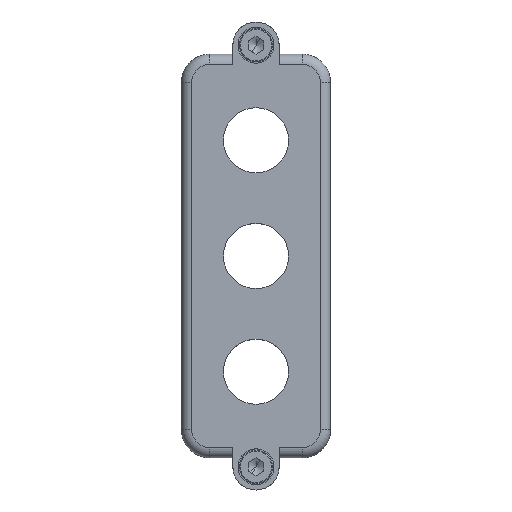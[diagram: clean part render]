
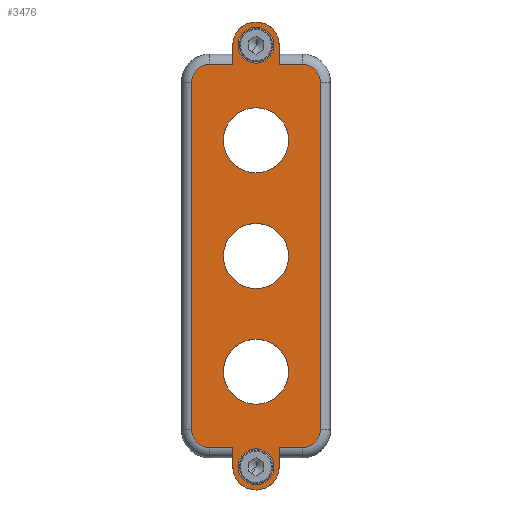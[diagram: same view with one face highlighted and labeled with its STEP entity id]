
A CAD part, top view. The second image highlights one B-rep face of the part: STEP entity #3476.
In plain terms, the highlighted planar face has unit normal (0, 0, 1).
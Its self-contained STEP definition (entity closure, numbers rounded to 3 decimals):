
#3211=AXIS2_PLACEMENT_3D('Circle Axis2P3D',#3209,#3210,$) ;
#3270=AXIS2_PLACEMENT_3D('Plane Axis2P3D',#3267,#3268,#3269) ;
#3281=AXIS2_PLACEMENT_3D('Circle Axis2P3D',#3279,#3280,$) ;
#3295=AXIS2_PLACEMENT_3D('Circle Axis2P3D',#3293,#3294,$) ;
#3316=AXIS2_PLACEMENT_3D('Circle Axis2P3D',#3314,#3315,$) ;
#3337=AXIS2_PLACEMENT_3D('Circle Axis2P3D',#3335,#3336,$) ;
#3351=AXIS2_PLACEMENT_3D('Circle Axis2P3D',#3349,#3350,$) ;
#3388=AXIS2_PLACEMENT_3D('Circle Axis2P3D',#3386,#3387,$) ;
#3397=AXIS2_PLACEMENT_3D('Circle Axis2P3D',#3395,#3396,$) ;
#3406=AXIS2_PLACEMENT_3D('Circle Axis2P3D',#3404,#3405,$) ;
#3415=AXIS2_PLACEMENT_3D('Circle Axis2P3D',#3413,#3414,$) ;
#3424=AXIS2_PLACEMENT_3D('Circle Axis2P3D',#3422,#3423,$) ;
#3433=AXIS2_PLACEMENT_3D('Circle Axis2P3D',#3431,#3432,$) ;
#3442=AXIS2_PLACEMENT_3D('Circle Axis2P3D',#3440,#3441,$) ;
#3451=AXIS2_PLACEMENT_3D('Circle Axis2P3D',#3449,#3450,$) ;
#3460=AXIS2_PLACEMENT_3D('Circle Axis2P3D',#3458,#3459,$) ;
#3469=AXIS2_PLACEMENT_3D('Circle Axis2P3D',#3467,#3468,$) ;
#3179=CARTESIAN_POINT('Vertex',(38.,16.5,105.)) ;
#3182=CARTESIAN_POINT('Line Origine',(38.,12.75,105.)) ;
#3186=CARTESIAN_POINT('Vertex',(38.,9.,105.)) ;
#3209=CARTESIAN_POINT('Axis2P3D Location',(29.,9.,105.)) ;
#3213=CARTESIAN_POINT('Vertex',(20.,9.,105.)) ;
#3267=CARTESIAN_POINT('Axis2P3D Location',(29.,91.,105.)) ;
#3272=CARTESIAN_POINT('Line Origine',(42.5,16.5,105.)) ;
#3276=CARTESIAN_POINT('Vertex',(47.,16.5,105.)) ;
#3279=CARTESIAN_POINT('Axis2P3D Location',(47.,23.5,105.)) ;
#3283=CARTESIAN_POINT('Vertex',(54.,23.5,105.)) ;
#3286=CARTESIAN_POINT('Line Origine',(54.,91.,105.)) ;
#3290=CARTESIAN_POINT('Vertex',(54.,158.5,105.)) ;
#3293=CARTESIAN_POINT('Axis2P3D Location',(47.,158.5,105.)) ;
#3297=CARTESIAN_POINT('Vertex',(47.,165.5,105.)) ;
#3300=CARTESIAN_POINT('Line Origine',(42.5,165.5,105.)) ;
#3304=CARTESIAN_POINT('Vertex',(38.,165.5,105.)) ;
#3307=CARTESIAN_POINT('Line Origine',(38.,169.25,105.)) ;
#3311=CARTESIAN_POINT('Vertex',(38.,173.,105.)) ;
#3314=CARTESIAN_POINT('Axis2P3D Location',(29.,173.,105.)) ;
#3318=CARTESIAN_POINT('Vertex',(20.,173.,105.)) ;
#3321=CARTESIAN_POINT('Line Origine',(20.,169.25,105.)) ;
#3325=CARTESIAN_POINT('Vertex',(20.,165.5,105.)) ;
#3328=CARTESIAN_POINT('Line Origine',(15.5,165.5,105.)) ;
#3332=CARTESIAN_POINT('Vertex',(11.,165.5,105.)) ;
#3335=CARTESIAN_POINT('Axis2P3D Location',(11.,158.5,105.)) ;
#3339=CARTESIAN_POINT('Vertex',(4.,158.5,105.)) ;
#3342=CARTESIAN_POINT('Line Origine',(4.,91.,105.)) ;
#3346=CARTESIAN_POINT('Vertex',(4.,23.5,105.)) ;
#3349=CARTESIAN_POINT('Axis2P3D Location',(11.,23.5,105.)) ;
#3353=CARTESIAN_POINT('Vertex',(11.,16.5,105.)) ;
#3356=CARTESIAN_POINT('Line Origine',(15.5,16.5,105.)) ;
#3360=CARTESIAN_POINT('Vertex',(20.,16.5,105.)) ;
#3363=CARTESIAN_POINT('Line Origine',(20.,12.75,105.)) ;
#3386=CARTESIAN_POINT('Axis2P3D Location',(29.,91.,105.)) ;
#3390=CARTESIAN_POINT('Vertex',(29.,78.35,105.)) ;
#3392=CARTESIAN_POINT('Vertex',(29.,103.65,105.)) ;
#3395=CARTESIAN_POINT('Axis2P3D Location',(29.,91.,105.)) ;
#3404=CARTESIAN_POINT('Axis2P3D Location',(29.,173.,105.)) ;
#3408=CARTESIAN_POINT('Vertex',(25.644,166.857,105.)) ;
#3410=CARTESIAN_POINT('Vertex',(32.356,179.143,105.)) ;
#3413=CARTESIAN_POINT('Axis2P3D Location',(29.,173.,105.)) ;
#3422=CARTESIAN_POINT('Axis2P3D Location',(29.,9.,105.)) ;
#3426=CARTESIAN_POINT('Vertex',(32.356,15.143,105.)) ;
#3428=CARTESIAN_POINT('Vertex',(25.644,2.857,105.)) ;
#3431=CARTESIAN_POINT('Axis2P3D Location',(29.,9.,105.)) ;
#3440=CARTESIAN_POINT('Axis2P3D Location',(29.,46.,105.)) ;
#3444=CARTESIAN_POINT('Vertex',(29.,58.65,105.)) ;
#3446=CARTESIAN_POINT('Vertex',(29.,33.35,105.)) ;
#3449=CARTESIAN_POINT('Axis2P3D Location',(29.,46.,105.)) ;
#3458=CARTESIAN_POINT('Axis2P3D Location',(29.,136.,105.)) ;
#3462=CARTESIAN_POINT('Vertex',(29.,148.65,105.)) ;
#3464=CARTESIAN_POINT('Vertex',(29.,123.35,105.)) ;
#3467=CARTESIAN_POINT('Axis2P3D Location',(29.,136.,105.)) ;
#3183=DIRECTION('Vector Direction',(0.,-1.,0.)) ;
#3210=DIRECTION('Axis2P3D Direction',(0.,0.,-1.)) ;
#3268=DIRECTION('Axis2P3D Direction',(0.,0.,-1.)) ;
#3269=DIRECTION('Axis2P3D XDirection',(0.,-1.,0.)) ;
#3273=DIRECTION('Vector Direction',(-1.,0.,0.)) ;
#3280=DIRECTION('Axis2P3D Direction',(0.,0.,-1.)) ;
#3287=DIRECTION('Vector Direction',(0.,1.,0.)) ;
#3294=DIRECTION('Axis2P3D Direction',(0.,0.,-1.)) ;
#3301=DIRECTION('Vector Direction',(1.,0.,0.)) ;
#3308=DIRECTION('Vector Direction',(0.,-1.,0.)) ;
#3315=DIRECTION('Axis2P3D Direction',(0.,0.,-1.)) ;
#3322=DIRECTION('Vector Direction',(0.,-1.,0.)) ;
#3329=DIRECTION('Vector Direction',(1.,0.,0.)) ;
#3336=DIRECTION('Axis2P3D Direction',(0.,0.,-1.)) ;
#3343=DIRECTION('Vector Direction',(0.,-1.,0.)) ;
#3350=DIRECTION('Axis2P3D Direction',(0.,0.,-1.)) ;
#3357=DIRECTION('Vector Direction',(-1.,0.,0.)) ;
#3364=DIRECTION('Vector Direction',(0.,-1.,0.)) ;
#3387=DIRECTION('Axis2P3D Direction',(0.,0.,-1.)) ;
#3396=DIRECTION('Axis2P3D Direction',(0.,0.,-1.)) ;
#3405=DIRECTION('Axis2P3D Direction',(0.,0.,-1.)) ;
#3414=DIRECTION('Axis2P3D Direction',(0.,0.,-1.)) ;
#3423=DIRECTION('Axis2P3D Direction',(0.,0.,-1.)) ;
#3432=DIRECTION('Axis2P3D Direction',(0.,0.,-1.)) ;
#3441=DIRECTION('Axis2P3D Direction',(0.,0.,-1.)) ;
#3450=DIRECTION('Axis2P3D Direction',(0.,0.,-1.)) ;
#3459=DIRECTION('Axis2P3D Direction',(0.,0.,-1.)) ;
#3468=DIRECTION('Axis2P3D Direction',(0.,0.,-1.)) ;
#3184=VECTOR('Line Direction',#3183,1.) ;
#3274=VECTOR('Line Direction',#3273,1.) ;
#3288=VECTOR('Line Direction',#3287,1.) ;
#3302=VECTOR('Line Direction',#3301,1.) ;
#3309=VECTOR('Line Direction',#3308,1.) ;
#3323=VECTOR('Line Direction',#3322,1.) ;
#3330=VECTOR('Line Direction',#3329,1.) ;
#3344=VECTOR('Line Direction',#3343,1.) ;
#3358=VECTOR('Line Direction',#3357,1.) ;
#3365=VECTOR('Line Direction',#3364,1.) ;
#3369=ORIENTED_EDGE('',*,*,#3188,.F.) ;
#3370=ORIENTED_EDGE('',*,*,#3278,.F.) ;
#3371=ORIENTED_EDGE('',*,*,#3285,.F.) ;
#3372=ORIENTED_EDGE('',*,*,#3292,.F.) ;
#3373=ORIENTED_EDGE('',*,*,#3299,.F.) ;
#3374=ORIENTED_EDGE('',*,*,#3306,.F.) ;
#3375=ORIENTED_EDGE('',*,*,#3313,.F.) ;
#3376=ORIENTED_EDGE('',*,*,#3320,.T.) ;
#3377=ORIENTED_EDGE('',*,*,#3327,.F.) ;
#3378=ORIENTED_EDGE('',*,*,#3334,.F.) ;
#3379=ORIENTED_EDGE('',*,*,#3341,.F.) ;
#3380=ORIENTED_EDGE('',*,*,#3348,.F.) ;
#3381=ORIENTED_EDGE('',*,*,#3355,.F.) ;
#3382=ORIENTED_EDGE('',*,*,#3362,.F.) ;
#3383=ORIENTED_EDGE('',*,*,#3367,.F.) ;
#3384=ORIENTED_EDGE('',*,*,#3215,.F.) ;
#3401=ORIENTED_EDGE('',*,*,#3394,.T.) ;
#3402=ORIENTED_EDGE('',*,*,#3399,.T.) ;
#3419=ORIENTED_EDGE('',*,*,#3412,.T.) ;
#3420=ORIENTED_EDGE('',*,*,#3417,.T.) ;
#3437=ORIENTED_EDGE('',*,*,#3430,.T.) ;
#3438=ORIENTED_EDGE('',*,*,#3435,.T.) ;
#3455=ORIENTED_EDGE('',*,*,#3448,.T.) ;
#3456=ORIENTED_EDGE('',*,*,#3453,.T.) ;
#3473=ORIENTED_EDGE('',*,*,#3466,.T.) ;
#3474=ORIENTED_EDGE('',*,*,#3471,.T.) ;
#3403=FACE_BOUND('',#3400,.T.) ;
#3421=FACE_BOUND('',#3418,.T.) ;
#3439=FACE_BOUND('',#3436,.T.) ;
#3457=FACE_BOUND('',#3454,.T.) ;
#3475=FACE_BOUND('',#3472,.T.) ;
#3476=ADVANCED_FACE('K\X2\00F6\X0\rper.51',(#3385,#3403,#3421,#3439,#3457,#3475),#3271,.F.) ;
#3212=CIRCLE('generated circle',#3211,9.) ;
#3282=CIRCLE('generated circle',#3281,7.) ;
#3296=CIRCLE('generated circle',#3295,7.) ;
#3317=CIRCLE('generated circle',#3316,9.) ;
#3338=CIRCLE('generated circle',#3337,7.) ;
#3352=CIRCLE('generated circle',#3351,7.) ;
#3389=CIRCLE('generated circle',#3388,12.65) ;
#3398=CIRCLE('generated circle',#3397,12.65) ;
#3407=CIRCLE('generated circle',#3406,7.) ;
#3416=CIRCLE('generated circle',#3415,7.) ;
#3425=CIRCLE('generated circle',#3424,7.) ;
#3434=CIRCLE('generated circle',#3433,7.) ;
#3443=CIRCLE('generated circle',#3442,12.65) ;
#3452=CIRCLE('generated circle',#3451,12.65) ;
#3461=CIRCLE('generated circle',#3460,12.65) ;
#3470=CIRCLE('generated circle',#3469,12.65) ;
#3188=EDGE_CURVE('',#3180,#3187,#3185,.T.) ;
#3215=EDGE_CURVE('',#3187,#3214,#3212,.T.) ;
#3278=EDGE_CURVE('',#3277,#3180,#3275,.T.) ;
#3285=EDGE_CURVE('',#3284,#3277,#3282,.T.) ;
#3292=EDGE_CURVE('',#3291,#3284,#3289,.F.) ;
#3299=EDGE_CURVE('',#3298,#3291,#3296,.T.) ;
#3306=EDGE_CURVE('',#3305,#3298,#3303,.T.) ;
#3313=EDGE_CURVE('',#3312,#3305,#3310,.T.) ;
#3320=EDGE_CURVE('',#3312,#3319,#3317,.F.) ;
#3327=EDGE_CURVE('',#3326,#3319,#3324,.F.) ;
#3334=EDGE_CURVE('',#3333,#3326,#3331,.T.) ;
#3341=EDGE_CURVE('',#3340,#3333,#3338,.T.) ;
#3348=EDGE_CURVE('',#3347,#3340,#3345,.F.) ;
#3355=EDGE_CURVE('',#3354,#3347,#3352,.T.) ;
#3362=EDGE_CURVE('',#3361,#3354,#3359,.T.) ;
#3367=EDGE_CURVE('',#3214,#3361,#3366,.F.) ;
#3394=EDGE_CURVE('',#3391,#3393,#3389,.T.) ;
#3399=EDGE_CURVE('',#3393,#3391,#3398,.T.) ;
#3412=EDGE_CURVE('',#3409,#3411,#3407,.T.) ;
#3417=EDGE_CURVE('',#3411,#3409,#3416,.T.) ;
#3430=EDGE_CURVE('',#3427,#3429,#3425,.T.) ;
#3435=EDGE_CURVE('',#3429,#3427,#3434,.T.) ;
#3448=EDGE_CURVE('',#3445,#3447,#3443,.T.) ;
#3453=EDGE_CURVE('',#3447,#3445,#3452,.T.) ;
#3466=EDGE_CURVE('',#3463,#3465,#3461,.T.) ;
#3471=EDGE_CURVE('',#3465,#3463,#3470,.T.) ;
#3368=EDGE_LOOP('',(#3369,#3370,#3371,#3372,#3373,#3374,#3375,#3376,#3377,#3378,#3379,#3380,#3381,#3382,#3383,#3384)) ;
#3400=EDGE_LOOP('',(#3401,#3402)) ;
#3418=EDGE_LOOP('',(#3419,#3420)) ;
#3436=EDGE_LOOP('',(#3437,#3438)) ;
#3454=EDGE_LOOP('',(#3455,#3456)) ;
#3472=EDGE_LOOP('',(#3473,#3474)) ;
#3385=FACE_OUTER_BOUND('',#3368,.T.) ;
#3185=LINE('Line',#3182,#3184) ;
#3275=LINE('Line',#3272,#3274) ;
#3289=LINE('Line',#3286,#3288) ;
#3303=LINE('Line',#3300,#3302) ;
#3310=LINE('Line',#3307,#3309) ;
#3324=LINE('Line',#3321,#3323) ;
#3331=LINE('Line',#3328,#3330) ;
#3345=LINE('Line',#3342,#3344) ;
#3359=LINE('Line',#3356,#3358) ;
#3366=LINE('Line',#3363,#3365) ;
#3271=PLANE('',#3270) ;
#3180=VERTEX_POINT('',#3179) ;
#3187=VERTEX_POINT('',#3186) ;
#3214=VERTEX_POINT('',#3213) ;
#3277=VERTEX_POINT('',#3276) ;
#3284=VERTEX_POINT('',#3283) ;
#3291=VERTEX_POINT('',#3290) ;
#3298=VERTEX_POINT('',#3297) ;
#3305=VERTEX_POINT('',#3304) ;
#3312=VERTEX_POINT('',#3311) ;
#3319=VERTEX_POINT('',#3318) ;
#3326=VERTEX_POINT('',#3325) ;
#3333=VERTEX_POINT('',#3332) ;
#3340=VERTEX_POINT('',#3339) ;
#3347=VERTEX_POINT('',#3346) ;
#3354=VERTEX_POINT('',#3353) ;
#3361=VERTEX_POINT('',#3360) ;
#3391=VERTEX_POINT('',#3390) ;
#3393=VERTEX_POINT('',#3392) ;
#3409=VERTEX_POINT('',#3408) ;
#3411=VERTEX_POINT('',#3410) ;
#3427=VERTEX_POINT('',#3426) ;
#3429=VERTEX_POINT('',#3428) ;
#3445=VERTEX_POINT('',#3444) ;
#3447=VERTEX_POINT('',#3446) ;
#3463=VERTEX_POINT('',#3462) ;
#3465=VERTEX_POINT('',#3464) ;
